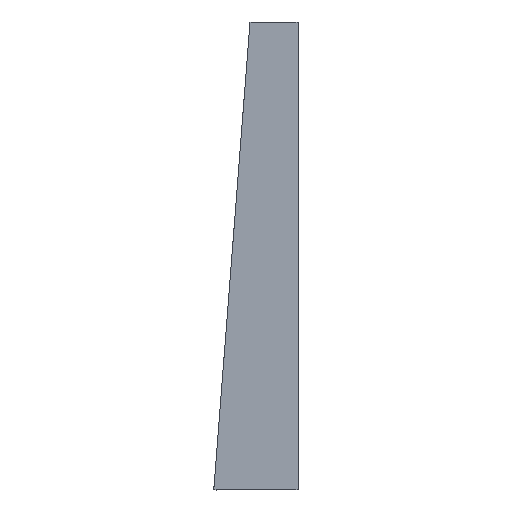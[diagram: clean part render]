
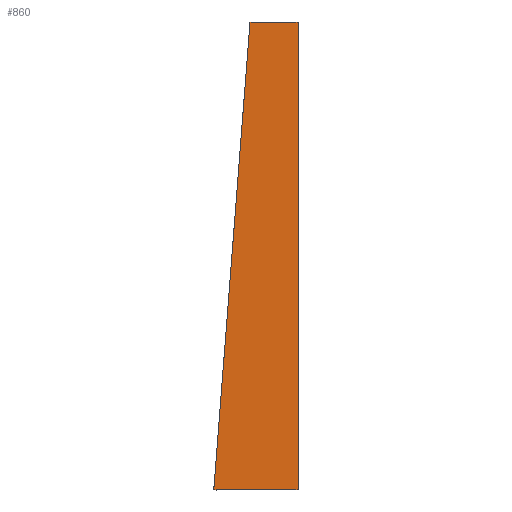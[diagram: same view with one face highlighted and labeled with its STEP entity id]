
A CAD part, front view. The second image highlights one B-rep face of the part: STEP entity #860.
In plain terms, the highlighted planar face has unit normal (0, -1, 0).
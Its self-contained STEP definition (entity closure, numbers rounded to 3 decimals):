
#66=PLANE('',#936);
#95=FACE_OUTER_BOUND('',#143,.T.);
#143=EDGE_LOOP('',(#626,#627,#628,#629,#630,#631,#632,#633));
#195=LINE('',#1293,#283);
#218=LINE('',#1382,#306);
#219=LINE('',#1384,#307);
#220=LINE('',#1386,#308);
#221=LINE('',#1387,#309);
#222=LINE('',#1388,#310);
#283=VECTOR('',#999,10.);
#306=VECTOR('',#1052,10.);
#307=VECTOR('',#1053,10.);
#308=VECTOR('',#1054,10.);
#309=VECTOR('',#1055,10.);
#310=VECTOR('',#1056,10.);
#365=B_SPLINE_CURVE_WITH_KNOTS('',3,(#1256,#1257,#1258,#1259,#1260,#1261,
#1262,#1263,#1264,#1265),.UNSPECIFIED.,.F.,.F.,(4,2,2,2,4),(-1.064,
-1.019,-0.938,-0.828,-0.815),
 .UNSPECIFIED.);
#368=B_SPLINE_CURVE_WITH_KNOTS('',3,(#1372,#1373,#1374,#1375,#1376,#1377,
#1378,#1379,#1380,#1381),.UNSPECIFIED.,.F.,.F.,(4,2,2,2,4),(1.06,
1.09,1.171,1.273,1.313),
 .UNSPECIFIED.);
#374=VERTEX_POINT('',#1244);
#375=VERTEX_POINT('',#1255);
#383=VERTEX_POINT('',#1290);
#384=VERTEX_POINT('',#1292);
#416=VERTEX_POINT('',#1370);
#417=VERTEX_POINT('',#1371);
#418=VERTEX_POINT('',#1383);
#419=VERTEX_POINT('',#1385);
#454=EDGE_CURVE('',#375,#374,#365,.T.);
#464=EDGE_CURVE('',#384,#383,#195,.T.);
#500=EDGE_CURVE('',#416,#417,#368,.T.);
#501=EDGE_CURVE('',#384,#416,#218,.T.);
#502=EDGE_CURVE('',#383,#418,#219,.T.);
#503=EDGE_CURVE('',#418,#419,#220,.T.);
#504=EDGE_CURVE('',#375,#419,#221,.T.);
#505=EDGE_CURVE('',#417,#374,#222,.T.);
#626=ORIENTED_EDGE('',*,*,#500,.F.);
#627=ORIENTED_EDGE('',*,*,#501,.F.);
#628=ORIENTED_EDGE('',*,*,#464,.T.);
#629=ORIENTED_EDGE('',*,*,#502,.T.);
#630=ORIENTED_EDGE('',*,*,#503,.T.);
#631=ORIENTED_EDGE('',*,*,#504,.F.);
#632=ORIENTED_EDGE('',*,*,#454,.T.);
#633=ORIENTED_EDGE('',*,*,#505,.F.);
#860=ADVANCED_FACE('',(#95),#66,.T.);
#936=AXIS2_PLACEMENT_3D('',#1369,#1050,#1051);
#999=DIRECTION('',(1.,0.,0.));
#1050=DIRECTION('center_axis',(0.,-1.,0.));
#1051=DIRECTION('ref_axis',(0.,0.,
-1.));
#1052=DIRECTION('',(-1.,0.,0.));
#1053=DIRECTION('',(0.,0.,1.));
#1054=DIRECTION('',(-1.,0.,0.));
#1055=DIRECTION('',(1.,0.,0.));
#1056=DIRECTION('',(0.077,0.,0.997));
#1244=CARTESIAN_POINT('',(-30.491,0.,0.116));
#1255=CARTESIAN_POINT('',(-27.491,0.,0.));
#1256=CARTESIAN_POINT('Ctrl Pts',(-27.491,0.,
0.));
#1257=CARTESIAN_POINT('Ctrl Pts',(-27.674,0.,
0.005));
#1258=CARTESIAN_POINT('Ctrl Pts',(-27.857,0.,
0.01));
#1259=CARTESIAN_POINT('Ctrl Pts',(-28.378,0.,
0.026));
#1260=CARTESIAN_POINT('Ctrl Pts',(-28.686,0.,
0.036));
#1261=CARTESIAN_POINT('Ctrl Pts',(-29.46,0.,
0.065));
#1262=CARTESIAN_POINT('Ctrl Pts',(-29.891,0.,
0.085));
#1263=CARTESIAN_POINT('Ctrl Pts',(-30.384,0.,
0.11));
#1264=CARTESIAN_POINT('Ctrl Pts',(-30.437,0.,
0.113));
#1265=CARTESIAN_POINT('Ctrl Pts',(-30.491,0.,
0.116));
#1290=CARTESIAN_POINT('',(1.5,0.,-310.));
#1292=CARTESIAN_POINT('',(-1.5,0.,-310.));
#1293=CARTESIAN_POINT('',(-13.902,0.,-310.));
#1369=CARTESIAN_POINT('Origin',(-26.304,0.,
-155.));
#1370=CARTESIAN_POINT('',(-51.491,0.,-310.));
#1371=CARTESIAN_POINT('',(-54.491,0.,-309.884));
#1372=CARTESIAN_POINT('Ctrl Pts',(-51.491,0.,
-310.));
#1373=CARTESIAN_POINT('Ctrl Pts',(-51.616,0.,
-309.997));
#1374=CARTESIAN_POINT('Ctrl Pts',(-51.741,0.,
-309.993));
#1375=CARTESIAN_POINT('Ctrl Pts',(-52.197,0.,
-309.98));
#1376=CARTESIAN_POINT('Ctrl Pts',(-52.497,0.,
-309.971));
#1377=CARTESIAN_POINT('Ctrl Pts',(-53.226,0.,
-309.944));
#1378=CARTESIAN_POINT('Ctrl Pts',(-53.618,0.,
-309.928));
#1379=CARTESIAN_POINT('Ctrl Pts',(-54.175,0.,
-309.901));
#1380=CARTESIAN_POINT('Ctrl Pts',(-54.333,0.,
-309.893));
#1381=CARTESIAN_POINT('Ctrl Pts',(-54.491,0.,
-309.884));
#1382=CARTESIAN_POINT('',(-1.5,0.,-310.));
#1383=CARTESIAN_POINT('',(1.5,0.,0.));
#1384=CARTESIAN_POINT('',(1.5,0.,-155.));
#1385=CARTESIAN_POINT('',(-1.5,0.,0.));
#1386=CARTESIAN_POINT('',(-13.902,0.,0.));
#1387=CARTESIAN_POINT('',(1.893,0.,0.));
#1388=CARTESIAN_POINT('',(-42.447,0.,-154.321));
